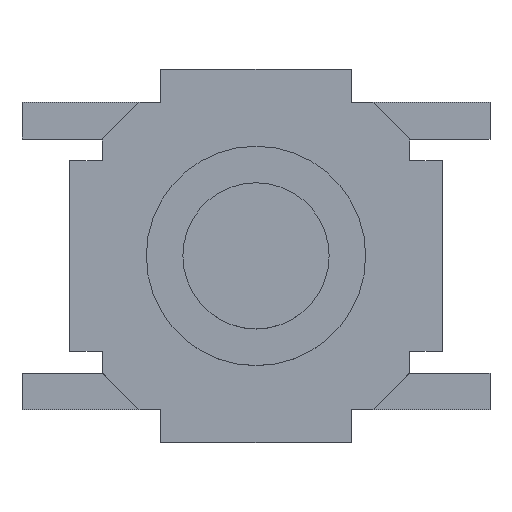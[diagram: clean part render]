
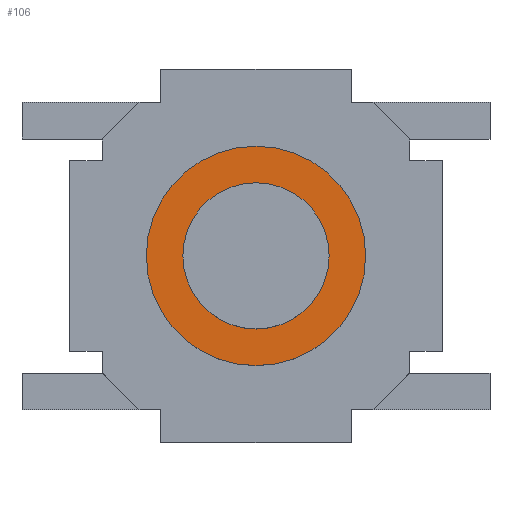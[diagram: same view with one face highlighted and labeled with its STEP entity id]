
A CAD part, top view. The second image highlights one B-rep face of the part: STEP entity #106.
In plain terms, the highlighted planar face has unit normal (0, 0, 1).
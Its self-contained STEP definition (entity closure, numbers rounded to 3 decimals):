
#106 = ADVANCED_FACE( '', ( #227, #228 ), #229, .F. );
#227 = FACE_BOUND( '', #364, .T. );
#228 = FACE_OUTER_BOUND( '', #365, .T. );
#229 = PLANE( '', #366 );
#364 = EDGE_LOOP( '', ( #626 ) );
#365 = EDGE_LOOP( '', ( #627 ) );
#366 = AXIS2_PLACEMENT_3D( '', #628, #629, #630 );
#626 = ORIENTED_EDGE( '', *, *, #925, .T. );
#627 = ORIENTED_EDGE( '', *, *, #926, .F. );
#628 = CARTESIAN_POINT( '', ( 0., 0., 1. ) );
#629 = DIRECTION( '', ( 0., 0., -1. ) );
#630 = DIRECTION( '', ( -1., 0., 0. ) );
#925 = EDGE_CURVE( '', #1138, #1138, #1139, .T. );
#926 = EDGE_CURVE( '', #1140, #1140, #1141, .T. );
#1138 = VERTEX_POINT( '', #1446 );
#1139 = CIRCLE( '', #1447, 1. );
#1140 = VERTEX_POINT( '', #1448 );
#1141 = CIRCLE( '', #1449, 1.5 );
#1446 = CARTESIAN_POINT( '', ( -1., 0., 1. ) );
#1447 = AXIS2_PLACEMENT_3D( '', #1602, #1603, #1604 );
#1448 = CARTESIAN_POINT( '', ( 1.5, 0., 1. ) );
#1449 = AXIS2_PLACEMENT_3D( '', #1605, #1606, #1607 );
#1602 = CARTESIAN_POINT( '', ( 0., 0., 1. ) );
#1603 = DIRECTION( '', ( 0., 0., -1. ) );
#1604 = DIRECTION( '', ( -1., 0., 0. ) );
#1605 = CARTESIAN_POINT( '', ( 0., 0., 1. ) );
#1606 = DIRECTION( '', ( 0., 0., -1. ) );
#1607 = DIRECTION( '', ( 1., 0., 0. ) );
